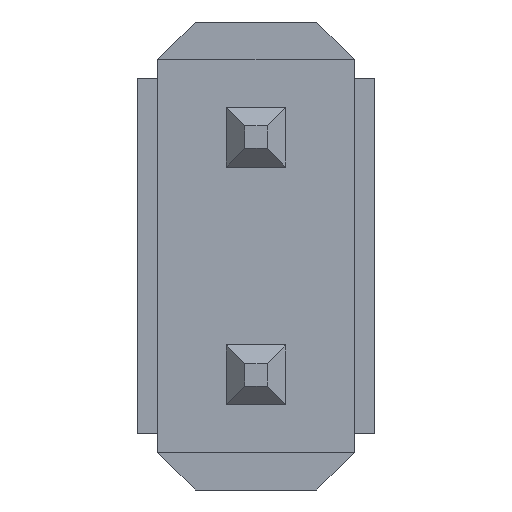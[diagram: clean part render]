
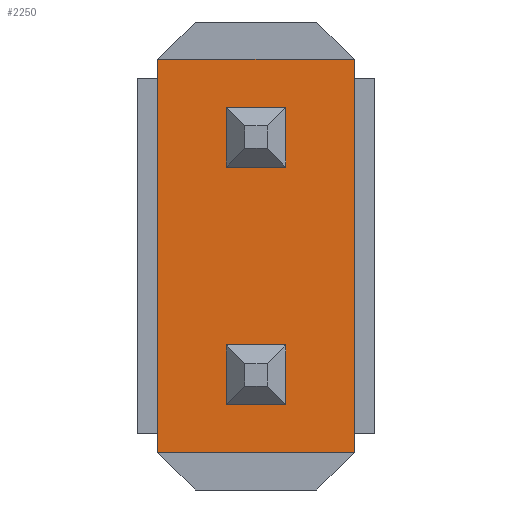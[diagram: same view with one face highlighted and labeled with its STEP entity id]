
A CAD part, front view. The second image highlights one B-rep face of the part: STEP entity #2250.
In plain terms, the highlighted planar face has unit normal (0, -1, 0).
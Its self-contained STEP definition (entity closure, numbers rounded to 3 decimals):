
#69 = EDGE_CURVE ( 'NONE', #165, #1392, #1360, .T. ) ;
#106 = DIRECTION ( 'NONE',  ( -1., 0., 0. ) ) ;
#109 = VERTEX_POINT ( 'NONE', #1355 ) ;
#137 = CARTESIAN_POINT ( 'NONE',  ( -1.05, 0.54, 2.1 ) ) ;
#143 = CARTESIAN_POINT ( 'NONE',  ( 1.27, 0.54, -0.95 ) ) ;
#151 = PLANE ( 'NONE',  #2440 ) ;
#165 = VERTEX_POINT ( 'NONE', #1398 ) ;
#201 = VERTEX_POINT ( 'NONE', #2153 ) ;
#205 = EDGE_LOOP ( 'NONE', ( #1418, #2016, #1552, #1641 ) ) ;
#240 = VECTOR ( 'NONE', #974, 1000. ) ;
#306 = LINE ( 'NONE', #525, #403 ) ;
#378 = VERTEX_POINT ( 'NONE', #1988 ) ;
#403 = VECTOR ( 'NONE', #907, 1000. ) ;
#483 = ORIENTED_EDGE ( 'NONE', *, *, #2435, .F. ) ;
#525 = CARTESIAN_POINT ( 'NONE',  ( -0.32, 0.54, 2.1 ) ) ;
#535 = FACE_BOUND ( 'NONE', #205, .T. ) ;
#536 = CARTESIAN_POINT ( 'NONE',  ( 0.32, 0.54, 2.1 ) ) ;
#558 = DIRECTION ( 'NONE',  ( 0., 0., 1. ) ) ;
#577 = VERTEX_POINT ( 'NONE', #1681 ) ;
#578 = FACE_OUTER_BOUND ( 'NONE', #1751, .T. ) ;
#589 = VECTOR ( 'NONE', #1623, 1000. ) ;
#625 = DIRECTION ( 'NONE',  ( -1., 0., 0. ) ) ;
#627 = VECTOR ( 'NONE', #1511, 1000. ) ;
#645 = CARTESIAN_POINT ( 'NONE',  ( 1.05, 0.54, 2.1 ) ) ;
#658 = ORIENTED_EDGE ( 'NONE', *, *, #2180, .T. ) ;
#665 = EDGE_CURVE ( 'NONE', #1361, #1841, #1654, .T. ) ;
#676 = VECTOR ( 'NONE', #106, 1000. ) ;
#681 = VERTEX_POINT ( 'NONE', #999 ) ;
#685 = LINE ( 'NONE', #863, #1267 ) ;
#742 = ORIENTED_EDGE ( 'NONE', *, *, #2005, .T. ) ;
#750 = DIRECTION ( 'NONE',  ( 0., 0., -1. ) ) ;
#758 = ORIENTED_EDGE ( 'NONE', *, *, #1759, .T. ) ;
#824 = ORIENTED_EDGE ( 'NONE', *, *, #665, .T. ) ;
#863 = CARTESIAN_POINT ( 'NONE',  ( -0.32, 0.54, 2.1 ) ) ;
#870 = VECTOR ( 'NONE', #946, 1000. ) ;
#893 = VECTOR ( 'NONE', #750, 1000. ) ;
#907 = DIRECTION ( 'NONE',  ( 0., 0., 1. ) ) ;
#946 = DIRECTION ( 'NONE',  ( 1., 0., 0. ) ) ;
#948 = CARTESIAN_POINT ( 'NONE',  ( -0.32, 0.54, -1.59 ) ) ;
#974 = DIRECTION ( 'NONE',  ( -1., 0., 0. ) ) ;
#980 = LINE ( 'NONE', #1176, #240 ) ;
#982 = LINE ( 'NONE', #137, #1961 ) ;
#988 = ORIENTED_EDGE ( 'NONE', *, *, #1333, .T. ) ;
#999 = CARTESIAN_POINT ( 'NONE',  ( -1.05, 0.54, -2.1 ) ) ;
#1034 = CARTESIAN_POINT ( 'NONE',  ( 0.32, 0.54, 1.59 ) ) ;
#1058 = DIRECTION ( 'NONE',  ( 0., 0., 1. ) ) ;
#1080 = EDGE_CURVE ( 'NONE', #1331, #201, #1813, .T. ) ;
#1162 = CARTESIAN_POINT ( 'NONE',  ( 1.27, 0.54, 0.95 ) ) ;
#1176 = CARTESIAN_POINT ( 'NONE',  ( 1.27, 0.54, -2.1 ) ) ;
#1228 = LINE ( 'NONE', #1311, #676 ) ;
#1237 = CARTESIAN_POINT ( 'NONE',  ( 1.27, 0.54, 2.1 ) ) ;
#1267 = VECTOR ( 'NONE', #1058, 1000. ) ;
#1308 = CARTESIAN_POINT ( 'NONE',  ( -0.32, 0.54, 0.95 ) ) ;
#1311 = CARTESIAN_POINT ( 'NONE',  ( 1.27, 0.54, -1.59 ) ) ;
#1331 = VERTEX_POINT ( 'NONE', #645 ) ;
#1333 = EDGE_CURVE ( 'NONE', #1331, #378, #2483, .T. ) ;
#1342 = CARTESIAN_POINT ( 'NONE',  ( 1.05, 0.54, -2.1 ) ) ;
#1355 = CARTESIAN_POINT ( 'NONE',  ( -0.32, 0.54, -0.95 ) ) ;
#1360 = LINE ( 'NONE', #2484, #627 ) ;
#1361 = VERTEX_POINT ( 'NONE', #1034 ) ;
#1370 = EDGE_CURVE ( 'NONE', #577, #1361, #2380, .T. ) ;
#1392 = VERTEX_POINT ( 'NONE', #2219 ) ;
#1397 = EDGE_LOOP ( 'NONE', ( #758, #742, #1809, #824 ) ) ;
#1398 = CARTESIAN_POINT ( 'NONE',  ( 0.32, 0.54, -0.95 ) ) ;
#1418 = ORIENTED_EDGE ( 'NONE', *, *, #2245, .T. ) ;
#1449 = VECTOR ( 'NONE', #2194, 1000. ) ;
#1496 = DIRECTION ( 'NONE',  ( 0., 0., -1. ) ) ;
#1511 = DIRECTION ( 'NONE',  ( 0., 0., -1. ) ) ;
#1540 = EDGE_CURVE ( 'NONE', #1392, #1722, #1228, .T. ) ;
#1552 = ORIENTED_EDGE ( 'NONE', *, *, #1540, .T. ) ;
#1568 = DIRECTION ( 'NONE',  ( 0., 0., -1. ) ) ;
#1605 = FACE_BOUND ( 'NONE', #1397, .T. ) ;
#1623 = DIRECTION ( 'NONE',  ( 1., 0., 0. ) ) ;
#1641 = ORIENTED_EDGE ( 'NONE', *, *, #2256, .T. ) ;
#1654 = LINE ( 'NONE', #536, #1689 ) ;
#1677 = ORIENTED_EDGE ( 'NONE', *, *, #1080, .F. ) ;
#1681 = CARTESIAN_POINT ( 'NONE',  ( -0.32, 0.54, 1.59 ) ) ;
#1689 = VECTOR ( 'NONE', #1568, 1000. ) ;
#1720 = CARTESIAN_POINT ( 'NONE',  ( 1.27, 0.54, 2.1 ) ) ;
#1722 = VERTEX_POINT ( 'NONE', #948 ) ;
#1751 = EDGE_LOOP ( 'NONE', ( #988, #658, #483, #1677 ) ) ;
#1759 = EDGE_CURVE ( 'NONE', #1841, #2136, #1949, .T. ) ;
#1795 = CARTESIAN_POINT ( 'NONE',  ( 0.32, 0.54, 0.95 ) ) ;
#1809 = ORIENTED_EDGE ( 'NONE', *, *, #1370, .T. ) ;
#1813 = LINE ( 'NONE', #1342, #893 ) ;
#1841 = VERTEX_POINT ( 'NONE', #1795 ) ;
#1850 = VECTOR ( 'NONE', #625, 1000. ) ;
#1949 = LINE ( 'NONE', #1162, #1850 ) ;
#1961 = VECTOR ( 'NONE', #1496, 1000. ) ;
#1988 = CARTESIAN_POINT ( 'NONE',  ( -1.05, 0.54, 2.1 ) ) ;
#2005 = EDGE_CURVE ( 'NONE', #2136, #577, #685, .T. ) ;
#2016 = ORIENTED_EDGE ( 'NONE', *, *, #69, .T. ) ;
#2127 = DIRECTION ( 'NONE',  ( 0., 1., 0. ) ) ;
#2136 = VERTEX_POINT ( 'NONE', #1308 ) ;
#2153 = CARTESIAN_POINT ( 'NONE',  ( 1.05, 0.54, -2.1 ) ) ;
#2180 = EDGE_CURVE ( 'NONE', #378, #681, #982, .T. ) ;
#2194 = DIRECTION ( 'NONE',  ( -1., 0., 0. ) ) ;
#2204 = CARTESIAN_POINT ( 'NONE',  ( 1.27, 0.54, 1.59 ) ) ;
#2219 = CARTESIAN_POINT ( 'NONE',  ( 0.32, 0.54, -1.59 ) ) ;
#2245 = EDGE_CURVE ( 'NONE', #109, #165, #2423, .T. ) ;
#2250 = ADVANCED_FACE ( 'NONE', ( #1605, #535, #578 ), #151, .F. ) ;
#2256 = EDGE_CURVE ( 'NONE', #1722, #109, #306, .T. ) ;
#2380 = LINE ( 'NONE', #2204, #589 ) ;
#2423 = LINE ( 'NONE', #143, #870 ) ;
#2435 = EDGE_CURVE ( 'NONE', #201, #681, #980, .T. ) ;
#2440 = AXIS2_PLACEMENT_3D ( 'NONE', #1720, #2127, #558 ) ;
#2483 = LINE ( 'NONE', #1237, #1449 ) ;
#2484 = CARTESIAN_POINT ( 'NONE',  ( 0.32, 0.54, 2.1 ) ) ;
